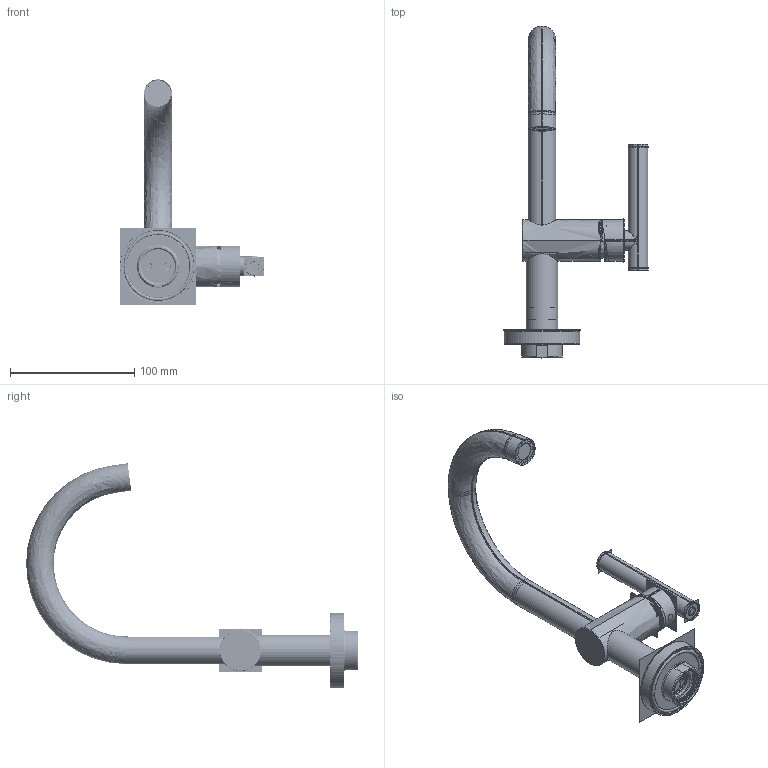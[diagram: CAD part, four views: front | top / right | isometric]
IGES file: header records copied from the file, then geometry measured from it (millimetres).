
Start section:  PTC IGES file: 3103.igs
Global section: file name: 3103.igs; native system: Creo Parametric by PTC Inc.; preprocessor: 2019352; author: NSantos; organization: Unknown; date: 20230127.150628; units: inch
Bounding box: 116.63 x 267.44 x 181.65 mm (x, y, z)
Surface area: 622919.9 mm2 (no closed solid volume)
Topology: 0 solids, 0 shells, 1362 faces, 13354 edges, 16522 vertices
Faces by surface type: revolution 817, bspline 539, extrusion 6
